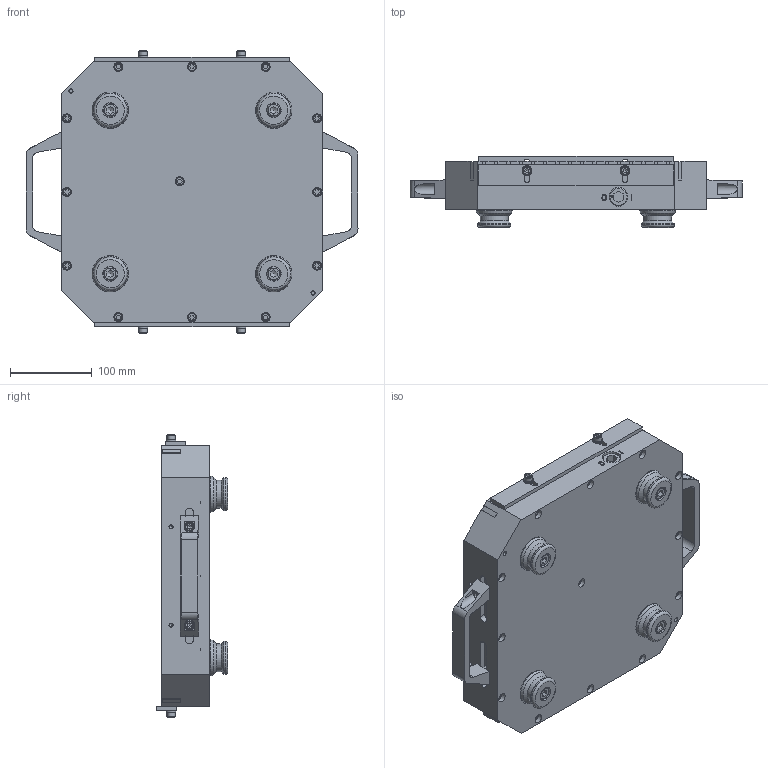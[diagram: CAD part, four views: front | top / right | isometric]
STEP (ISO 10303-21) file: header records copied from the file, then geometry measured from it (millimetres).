
FILE_DESCRIPTION(/* description */ (''),/* implementation_level */ '2;1');
FILE_NAME(/* name */ 'MAG-320x320.stp',/* time_stamp */ '2024-10-21T12:15:15+02:00',/* author */ ('Admin'),/* organization */ (''),/* preprocessor_version */ 'ST-DEVELOPER v20',/* originating_system */ 'Autodesk Inventor 2025',/* authorisation */ '');
FILE_SCHEMA (('CONFIG_CONTROL_DESIGN'));
Length unit declared in the file: millimetre
Products named in the file (1): MAG 320x320
Bounding box: 406 x 87.3 x 345.2 mm (x, y, z)
Volume: 6031772.1 mm3; surface area: 361311.4 mm2
Topology: 1 solids, 25 shells, 863 faces, 2147 edges, 1359 vertices
Faces by surface type: plane 601, cylinder 150, cone 58, torus 45, bspline 9
Full cylindrical faces by diameter (mm): 2 x1, 5 x10, 6 x10, 6.2 x4, 6.4 x8, 8.376 x4, 9.5 x4, 10 x25, 10.5 x4, 11 x13, 12 x4, 12.8 x4, 13 x4, 13.2 x4, 16 x4, 18 x4, 18.6 x1, 22.8 x1, 23 x1, 25 x8, 34 x4, 40.5 x4
Entity records: 27037 total; most frequent: CARTESIAN_POINT 5193, DIRECTION 4325, ORIENTED_EDGE 4246, EDGE_CURVE 2123, LINE 1535, VECTOR 1535, AXIS2_PLACEMENT_3D 1395, VERTEX_POINT 1359
